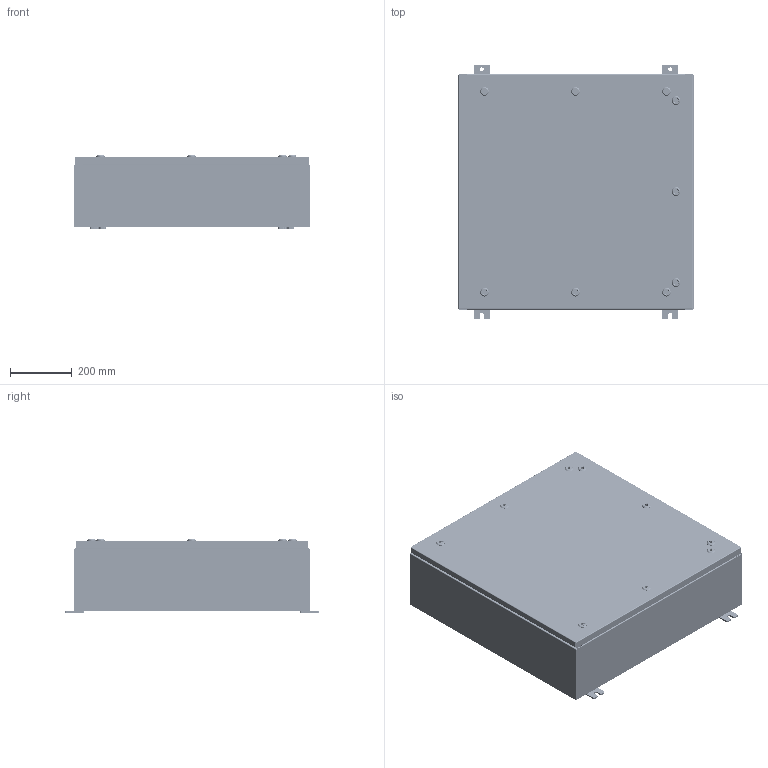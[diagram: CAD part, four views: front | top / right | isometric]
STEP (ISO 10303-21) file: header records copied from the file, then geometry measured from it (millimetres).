
FILE_DESCRIPTION (( 'STEP AP203' ), '1' );
FILE_NAME ('CHDSS303008WP.STEP', '2014-02-18T21:04:41', ( 'changeme' ), ( 'Microsoft' ), 'SwSTEP 2.0', 'SolidWorks 2013', '' );
FILE_SCHEMA (( 'CONFIG_CONTROL_DESIGN' ));
Length unit declared in the file: inch
Products named in the file (19): CHDSS303008WP Top; CHDSS303008WP; CHDSS303008WP Backpanel; HW-CLH-R001-0500_2412-026240-2445-Industrilas; Concealed Hinge (Cover Side); CHDSS303008WP Mounting Studs; Concealed Hinge enclosure side; CHDSS303008WP Mounting Feet; Housing-211301-IB-Industrilas_Housing-211301-IB-Industrilas; Quarter-20 CD Stud; Nut-211301-IB-Industrilas_Nut-211301-IB-Industrilas; CHDSS303008WP Enclosure Stiffener; Washer-221320-IB-Industrilas_Washer-221320-IB-Industrilas; CHDSS303008WP Cover; Screw-221320-IB-Industrilas_Screw-221320-IB-Industrilas; CHDSS303008WP Body; Insert-221320-IB-Industrilas_Insert-221320-IB-Industrilas; CHDSS303008WP Bottom; HW-CLH-E5-8004_Cam-232112-U-Industrilas
Assembly tree (34 placements, depth 3):
  CHDSS303008WP
    CHDSS303008WP Backpanel
    CHDSS303008WP Mounting Studs  x4
    CHDSS303008WP Mounting Feet  x4
    Quarter-20 CD Stud  x2
    CHDSS303008WP Enclosure Stiffener
    CHDSS303008WP Cover
    CHDSS303008WP Body
    CHDSS303008WP Bottom
    CHDSS303008WP Top
    Concealed Hinge (Cover Side)
    Concealed Hinge enclosure side  x2
    HW-CLH-R001-0500_2412-026240-2445-Industrilas  x9
      Housing-211301-IB-Industrilas_Housing-211301-IB-Industrilas
      Nut-211301-IB-Industrilas_Nut-211301-IB-Industrilas
      Washer-221320-IB-Industrilas_Washer-221320-IB-Industrilas
      Screw-221320-IB-Industrilas_Screw-221320-IB-Industrilas
      Insert-221320-IB-Industrilas_Insert-221320-IB-Industrilas
      HW-CLH-E5-8004_Cam-232112-U-Industrilas
Bounding box: 762 x 825.5 x 237.64 mm (x, y, z)
Volume: 5389840.7 mm3; surface area: 5257384.4 mm2
Topology: 73 solids, 73 shells, 7894 faces, 20005 edges, 12271 vertices
Faces by surface type: cylinder 2454, plane 2266, bspline 1889, cone 1074, torus 148, sphere 63
Entity records: 65267 total; most frequent: CARTESIAN_POINT 35291, ORIENTED_EDGE 6190, DIRECTION 5177, EDGE_CURVE 3095, AXIS2_PLACEMENT_3D 1909, VERTEX_POINT 1875, VECTOR 1359, LINE 1359
